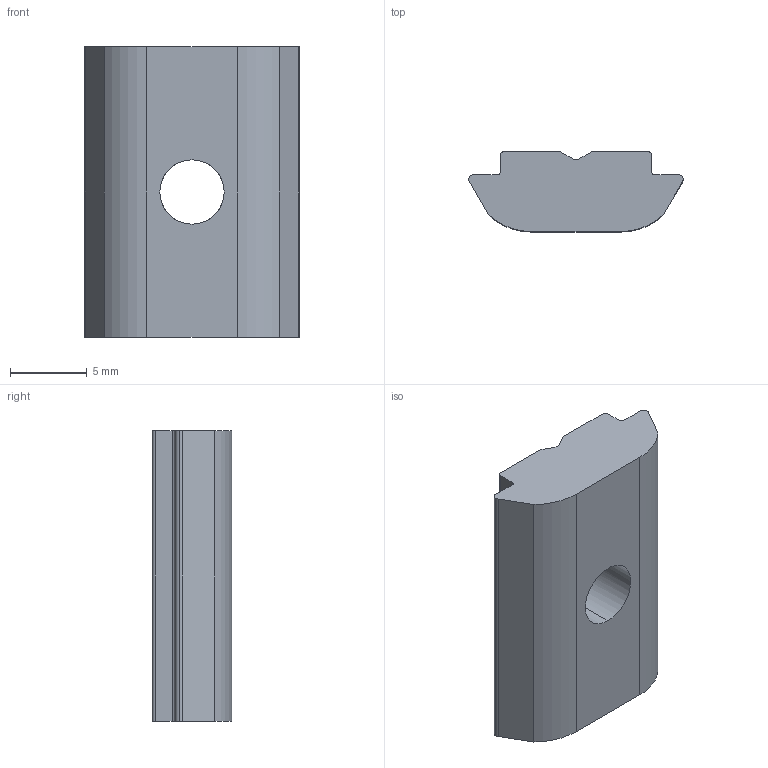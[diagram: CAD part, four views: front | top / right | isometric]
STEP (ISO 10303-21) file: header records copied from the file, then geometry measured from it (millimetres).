
FILE_DESCRIPTION (( 'STEP AP214' ), '1' );
FILE_NAME ('096165.STEP', '2014-08-18T09:57:03', ( '' ), ( '' ), 'SwSTEP 2.0', 'SolidWorks 2014', '' );
FILE_SCHEMA (( 'AUTOMOTIVE_DESIGN' ));
Length unit declared in the file: millimetre
Products named in the file (1): 096165
Bounding box: 14 x 5.2 x 19 mm (x, y, z)
Volume: 1040.6 mm3; surface area: 811.6 mm2
Topology: 1 solids, 1 shells, 29 faces, 84 edges, 56 vertices
Faces by surface type: plane 15, cylinder 14
Entity records: 1028 total; most frequent: CARTESIAN_POINT 194, ORIENTED_EDGE 168, DIRECTION 162, EDGE_CURVE 84, VERTEX_POINT 56, AXIS2_PLACEMENT_3D 56, VECTOR 50, LINE 50
